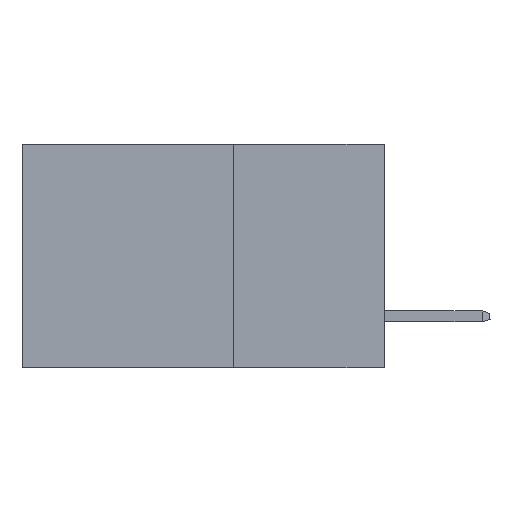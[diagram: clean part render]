
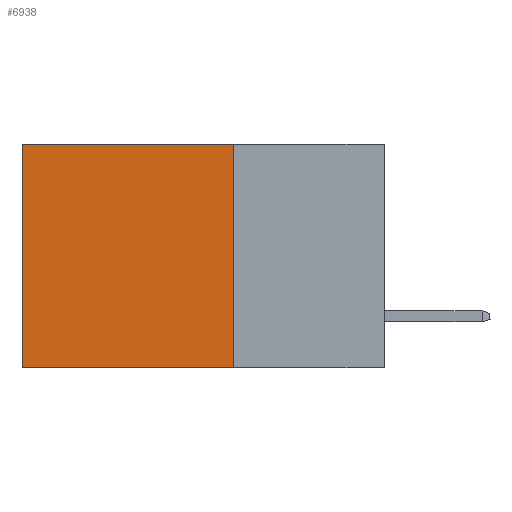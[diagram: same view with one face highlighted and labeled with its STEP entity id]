
A CAD part, left-side view. The second image highlights one B-rep face of the part: STEP entity #6938.
In plain terms, the highlighted planar face has unit normal (-1, 0, 0).
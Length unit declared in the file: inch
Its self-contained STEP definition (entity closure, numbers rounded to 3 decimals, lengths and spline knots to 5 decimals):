
#141 = ORIENTED_EDGE ( 'NONE', *, *, #4266, .F. ) ;
#1108 = CARTESIAN_POINT ( 'NONE',  ( 0.298, 0.25, 0. ) ) ;
#1423 = PLANE ( 'NONE',  #8798 ) ;
#1713 = ORIENTED_EDGE ( 'NONE', *, *, #11091, .T. ) ;
#1723 = LINE ( 'NONE', #8137, #9115 ) ;
#1837 = DIRECTION ( 'NONE',  ( 0., 1., 0. ) ) ;
#2033 = CARTESIAN_POINT ( 'NONE',  ( 0.298, 0.25, 0. ) ) ;
#3056 = CARTESIAN_POINT ( 'NONE',  ( 0.298, 0.6, 0. ) ) ;
#3272 = VECTOR ( 'NONE', #6806, 39.37008 ) ;
#3564 = DIRECTION ( 'NONE',  ( 0., 0., -1. ) ) ;
#3946 = EDGE_LOOP ( 'NONE', ( #9367, #141, #13426, #1713 ) ) ;
#4266 = EDGE_CURVE ( 'NONE', #7345, #12918, #7888, .T. ) ;
#4603 = VERTEX_POINT ( 'NONE', #8610 ) ;
#4616 = CARTESIAN_POINT ( 'NONE',  ( 0.298, 0.25, 0. ) ) ;
#4692 = CARTESIAN_POINT ( 'NONE',  ( 0.298, 0.25, -0.37 ) ) ;
#4982 = LINE ( 'NONE', #3056, #7435 ) ;
#5182 = DIRECTION ( 'NONE',  ( 0., 0., -1. ) ) ;
#5383 = CARTESIAN_POINT ( 'NONE',  ( 0.298, 0.6, -0.37 ) ) ;
#6771 = EDGE_CURVE ( 'NONE', #12848, #7345, #13144, .T. ) ;
#6806 = DIRECTION ( 'NONE',  ( 0., 1., 0. ) ) ;
#6938 = ADVANCED_FACE ( 'NONE', ( #9462 ), #1423, .F. ) ;
#7345 = VERTEX_POINT ( 'NONE', #13365 ) ;
#7435 = VECTOR ( 'NONE', #5182, 39.37008 ) ;
#7888 = LINE ( 'NONE', #4692, #3272 ) ;
#8095 = DIRECTION ( 'NONE',  ( 0., 0., -1. ) ) ;
#8137 = CARTESIAN_POINT ( 'NONE',  ( 0.298, 0.25, 0. ) ) ;
#8147 = VECTOR ( 'NONE', #3564, 39.37008 ) ;
#8610 = CARTESIAN_POINT ( 'NONE',  ( 0.298, 0.6, 0. ) ) ;
#8798 = AXIS2_PLACEMENT_3D ( 'NONE', #4616, #9050, #8095 ) ;
#9050 = DIRECTION ( 'NONE',  ( 1., 0., 0. ) ) ;
#9115 = VECTOR ( 'NONE', #1837, 39.37008 ) ;
#9367 = ORIENTED_EDGE ( 'NONE', *, *, #12093, .T. ) ;
#9462 = FACE_OUTER_BOUND ( 'NONE', #3946, .T. ) ;
#11091 = EDGE_CURVE ( 'NONE', #12848, #4603, #1723, .T. ) ;
#12093 = EDGE_CURVE ( 'NONE', #4603, #12918, #4982, .T. ) ;
#12848 = VERTEX_POINT ( 'NONE', #2033 ) ;
#12918 = VERTEX_POINT ( 'NONE', #5383 ) ;
#13144 = LINE ( 'NONE', #1108, #8147 ) ;
#13365 = CARTESIAN_POINT ( 'NONE',  ( 0.298, 0.25, -0.37 ) ) ;
#13426 = ORIENTED_EDGE ( 'NONE', *, *, #6771, .F. ) ;
